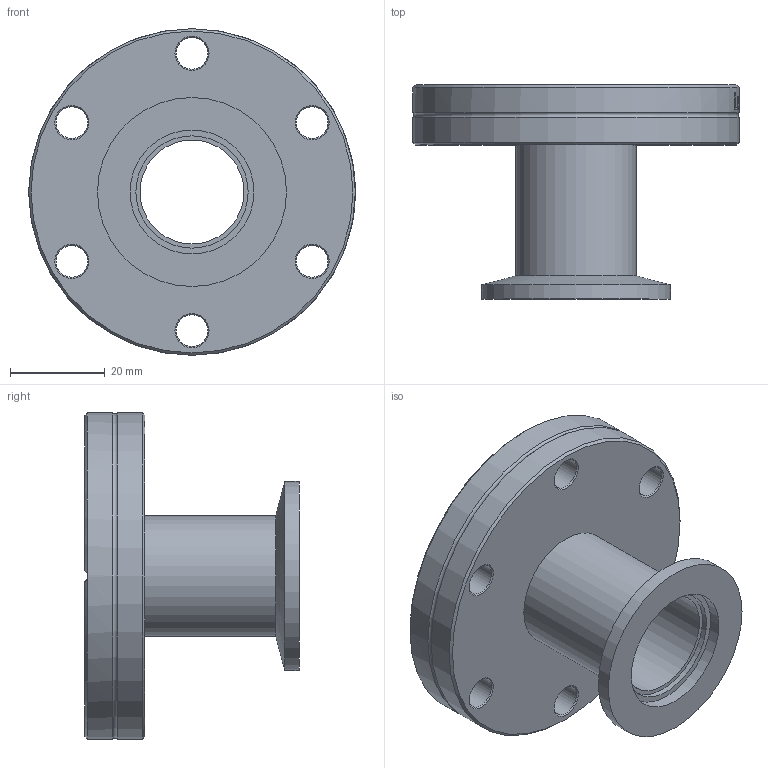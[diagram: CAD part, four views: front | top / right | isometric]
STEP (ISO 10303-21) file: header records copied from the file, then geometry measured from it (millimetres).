
FILE_DESCRIPTION(/* description */ (''),/* implementation_level */ '2;1');
FILE_NAME(/* name */ 'FL-40CF-25KF.stp',/* time_stamp */ '2019-02-12T14:34:43+00:00',/* author */ ('paul'),/* organization */ (''),/* preprocessor_version */ 'ST-DEVELOPER v17.2',/* originating_system */ 'Autodesk Inventor 2019',/* authorisation */ '');
FILE_SCHEMA (('AUTOMOTIVE_DESIGN { 1 0 10303 214 3 1 1 }'));
Length unit declared in the file: millimetre
Products named in the file (4): FL-16CF-16KF; FL-40CF; FL-25KF-25W; tube
Assembly tree (3 placements, depth 2):
  FL-16CF-16KF
    FL-40CF
    FL-25KF-25W
    tube
Bounding box: 69.1 x 45.3 x 69.1 mm (x, y, z)
Volume: 44834.7 mm3; surface area: 20291.4 mm2
Topology: 3 solids, 3 shells, 137 faces, 372 edges, 249 vertices
Faces by surface type: plane 51, bspline 41, cylinder 26, cone 18, torus 1
Full cylindrical faces by diameter (mm): 6.7 x6, 22 x1, 23.75 x1, 25.4 x2, 25.6 x1, 26.2 x1, 40 x1, 48.26 x1, 69.1 x2
Entity records: 5962 total; most frequent: CARTESIAN_POINT 2489, ORIENTED_EDGE 744, DIRECTION 622, EDGE_CURVE 372, VERTEX_POINT 249, AXIS2_PLACEMENT_3D 239, EDGE_LOOP 163, LINE 144
